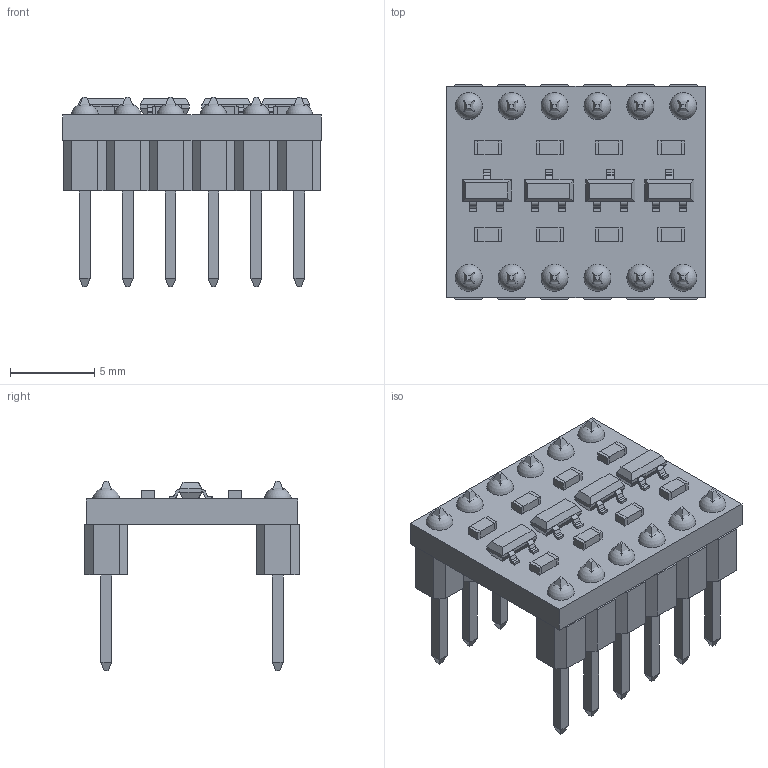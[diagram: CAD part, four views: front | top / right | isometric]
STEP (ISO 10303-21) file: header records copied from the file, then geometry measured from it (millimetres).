
FILE_DESCRIPTION(('FreeCAD Model'),'2;1');
FILE_NAME('Open CASCADE Shape Model','2022-07-23T12:18:13',(''),(''), 'Open CASCADE STEP processor 7.6','FreeCAD','Unknown');
FILE_SCHEMA(('CONFIG_CONTROL_DESIGN','SHAPE_APPEARANCE_LAYER_MIM'));
Length unit declared in the file: millimetre
Products named in the file (15): Board_001; 0603 Resistor_001; Surface Mount Transistor_001; 0603 Resistor_002; 0603 Resistor_003; 0603 Resistor_004; 0603 Resistor_005; 0603 Resistor_006; 0603 Resistor_007; 0603 Resistor_008; Surface Mount Transistor_002; Surface Mount Transistor_003; Surface Mount Transistor_004; 1x6 Male Header_001; 1x6 Male Header_002
Bounding box: 15.3 x 12.7 x 11.2 mm (x, y, z)
Volume: 534.8 mm3; surface area: 1571 mm2
Topology: 65 solids, 77 shells, 746 faces, 1684 edges, 1080 vertices
Faces by surface type: plane 674, cylinder 60, sphere 12
Full cylindrical faces by diameter (mm): 0.9 x12
Entity records: 25808 total; most frequent: CARTESIAN_POINT 3499, ORIENTED_EDGE 3344, DIRECTION 3310, EDGE_CURVE 1672, LINE 1528, VECTOR 1528, VERTEX_POINT 1080, AXIS2_PLACEMENT_3D 891
